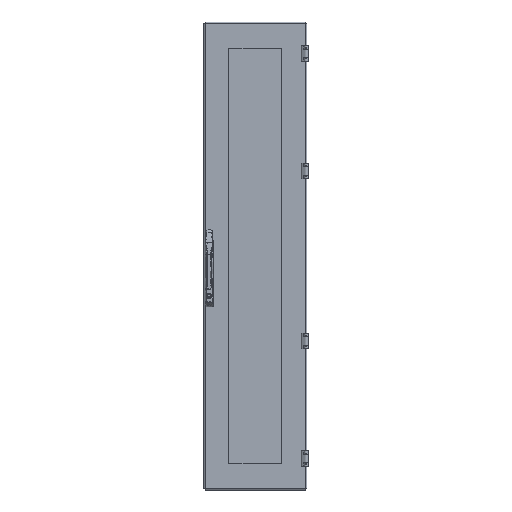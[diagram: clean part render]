
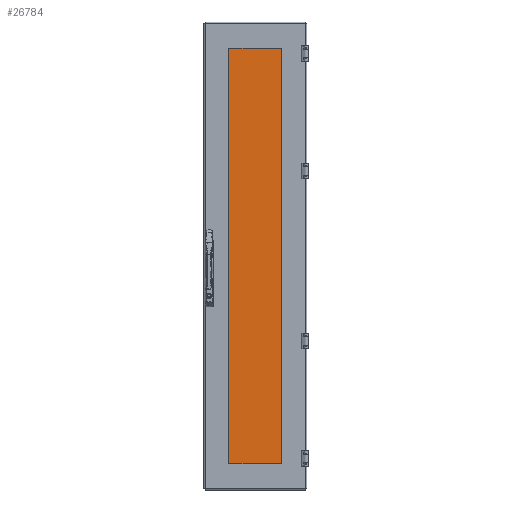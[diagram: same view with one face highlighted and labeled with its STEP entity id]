
A CAD part, top view. The second image highlights one B-rep face of the part: STEP entity #26784.
In plain terms, the highlighted planar face has unit normal (0, 0, 1).
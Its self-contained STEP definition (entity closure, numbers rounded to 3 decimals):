
#3469 = EDGE_CURVE ( 'NONE', #24743, #3543, #38818, .T. ) ;
#3543 = VERTEX_POINT ( 'NONE', #68075 ) ;
#7169 = DIRECTION ( 'NONE',  ( 1., 0., 0. ) ) ;
#7475 = ORIENTED_EDGE ( 'NONE', *, *, #62114, .T. ) ;
#7978 = LINE ( 'NONE', #85682, #36511 ) ;
#8318 = EDGE_CURVE ( 'NONE', #3543, #30071, #71180, .T. ) ;
#10403 = ORIENTED_EDGE ( 'NONE', *, *, #3469, .T. ) ;
#11858 = DIRECTION ( 'NONE',  ( 0., -1., 0. ) ) ;
#17409 = VECTOR ( 'NONE', #7169, 1000. ) ;
#18253 = CARTESIAN_POINT ( 'NONE',  ( -123.25, -811.05, 4. ) ) ;
#18260 = PLANE ( 'NONE',  #63077 ) ;
#22087 = CARTESIAN_POINT ( 'NONE',  ( 0., 0., 4. ) ) ;
#23025 = DIRECTION ( 'NONE',  ( 0., 1., 0. ) ) ;
#24743 = VERTEX_POINT ( 'NONE', #55354 ) ;
#25102 = DIRECTION ( 'NONE',  ( -1., 0., 0. ) ) ;
#26268 = CARTESIAN_POINT ( 'NONE',  ( 123.25, 811.05, 4. ) ) ;
#26784 = ADVANCED_FACE ( 'NONE', ( #31084 ), #18260, .F. ) ;
#30071 = VERTEX_POINT ( 'NONE', #31755 ) ;
#31084 = FACE_OUTER_BOUND ( 'NONE', #61551, .T. ) ;
#31755 = CARTESIAN_POINT ( 'NONE',  ( 123.25, -811.05, 4. ) ) ;
#35935 = CARTESIAN_POINT ( 'NONE',  ( -123.25, -811.05, 4. ) ) ;
#35991 = ORIENTED_EDGE ( 'NONE', *, *, #77560, .T. ) ;
#36511 = VECTOR ( 'NONE', #23025, 1000. ) ;
#38818 = LINE ( 'NONE', #18253, #86899 ) ;
#51703 = DIRECTION ( 'NONE',  ( 0., 0., -1. ) ) ;
#55354 = CARTESIAN_POINT ( 'NONE',  ( -123.25, 811.05, 4. ) ) ;
#56324 = ORIENTED_EDGE ( 'NONE', *, *, #8318, .T. ) ;
#60377 = CARTESIAN_POINT ( 'NONE',  ( -123.25, 811.05, 4. ) ) ;
#61551 = EDGE_LOOP ( 'NONE', ( #35991, #7475, #10403, #56324 ) ) ;
#62114 = EDGE_CURVE ( 'NONE', #77189, #24743, #79587, .T. ) ;
#63077 = AXIS2_PLACEMENT_3D ( 'NONE', #22087, #51703, #66324 ) ;
#66324 = DIRECTION ( 'NONE',  ( -1., 0., 0. ) ) ;
#68075 = CARTESIAN_POINT ( 'NONE',  ( -123.25, -811.05, 4. ) ) ;
#71180 = LINE ( 'NONE', #35935, #17409 ) ;
#73996 = VECTOR ( 'NONE', #25102, 1000. ) ;
#77189 = VERTEX_POINT ( 'NONE', #26268 ) ;
#77560 = EDGE_CURVE ( 'NONE', #30071, #77189, #7978, .T. ) ;
#79587 = LINE ( 'NONE', #60377, #73996 ) ;
#85682 = CARTESIAN_POINT ( 'NONE',  ( 123.25, -811.05, 4. ) ) ;
#86899 = VECTOR ( 'NONE', #11858, 1000. ) ;
